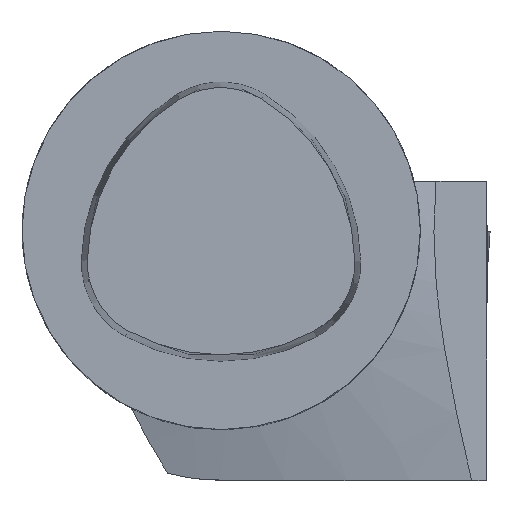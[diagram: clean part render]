
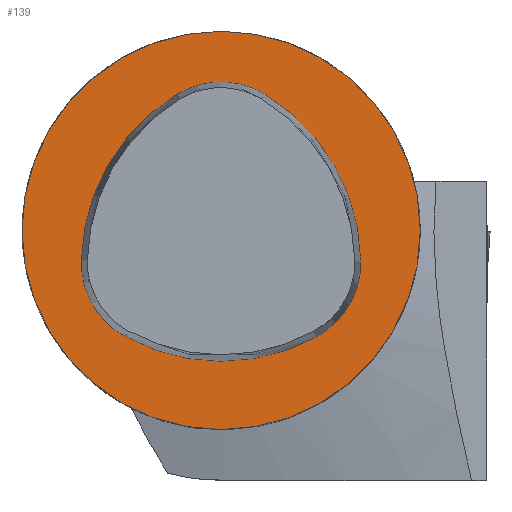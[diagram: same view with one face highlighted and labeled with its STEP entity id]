
A CAD part, top view. The second image highlights one B-rep face of the part: STEP entity #139.
In plain terms, the highlighted planar face has unit normal (0, 0, 1).
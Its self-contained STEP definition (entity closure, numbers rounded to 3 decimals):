
#80=CIRCLE('',#1478,20.);
#139=ADVANCED_FACE('',(#276),#213,.T.);
#213=PLANE('',#1508);
#276=FACE_OUTER_BOUND('',#359,.T.);
#359=EDGE_LOOP('',(#535));
#535=ORIENTED_EDGE('',*,*,#977,.T.);
#845=VERTEX_POINT('',#2060);
#977=EDGE_CURVE('',#845,#845,#80,.T.);
#1478=AXIS2_PLACEMENT_3D('',#2059,#1624,#1625);
#1508=AXIS2_PLACEMENT_3D('',#2200,#1726,#1727);
#1624=DIRECTION('',(0.,0.,1.));
#1625=DIRECTION('',(0.,1.,0.));
#1726=DIRECTION('',(0.,0.,1.));
#1727=DIRECTION('',(0.,1.,0.));
#2059=CARTESIAN_POINT('',(0.,0.,0.));
#2060=CARTESIAN_POINT('',(0.,20.,0.));
#2200=CARTESIAN_POINT('',(0.,0.,0.));
